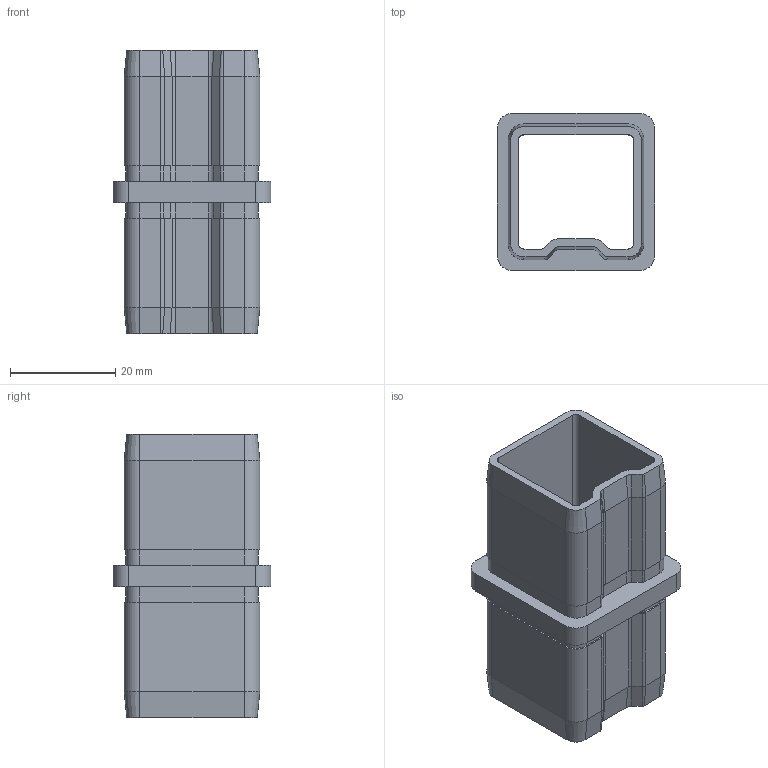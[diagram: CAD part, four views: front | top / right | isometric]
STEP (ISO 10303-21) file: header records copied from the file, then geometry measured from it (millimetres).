
FILE_DESCRIPTION (( 'STEP AP203' ), '1' );
FILE_NAME ('10103030.step', '2020-03-09T06:44:16', ( '' ), ( '' ), 'SwSTEP 2.0', 'SolidWorks 2015', '' );
FILE_SCHEMA (( 'CONFIG_CONTROL_DESIGN' ));
Length unit declared in the file: millimetre
Products named in the file (2): 10103030
Bounding box: 30 x 30 x 54 mm (x, y, z)
Volume: 10643.8 mm3; surface area: 11021.7 mm2
Topology: 1 solids, 1 shells, 543 faces, 1396 edges, 898 vertices
Faces by surface type: plane 282, bspline 197, cylinder 48, cone 16
Entity records: 27637 total; most frequent: CARTESIAN_POINT 15590, ORIENTED_EDGE 2792, DIRECTION 1804, EDGE_CURVE 1396, VERTEX_POINT 898, LINE 884, VECTOR 884, EDGE_LOOP 588
